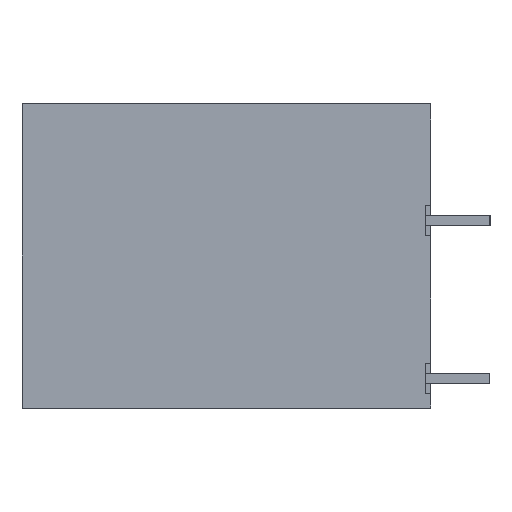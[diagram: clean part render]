
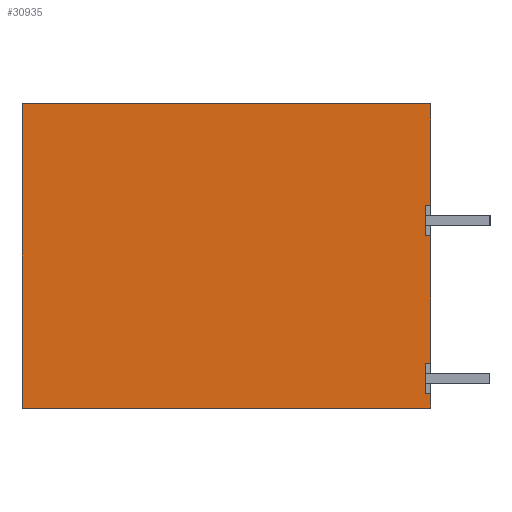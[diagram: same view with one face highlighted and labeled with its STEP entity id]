
A CAD part, left-side view. The second image highlights one B-rep face of the part: STEP entity #30935.
In plain terms, the highlighted planar face has unit normal (-1, 0, 0).
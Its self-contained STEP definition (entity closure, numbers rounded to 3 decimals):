
#30907=AXIS2_PLACEMENT_3D('Plane Axis2P3D',#30904,#30905,#30906) ;
#188=CARTESIAN_POINT('Vertex',(0.,3.8,0.85)) ;
#232=CARTESIAN_POINT('Vertex',(0.,3.8,2.65)) ;
#235=CARTESIAN_POINT('Line Origine',(0.,3.8,1.75)) ;
#1176=CARTESIAN_POINT('Vertex',(0.,3.8,10.2)) ;
#1197=CARTESIAN_POINT('Vertex',(0.,3.8,12.)) ;
#1200=CARTESIAN_POINT('Line Origine',(0.,3.8,11.1)) ;
#13713=CARTESIAN_POINT('Vertex',(0.,3.5,10.2)) ;
#13716=CARTESIAN_POINT('Line Origine',(0.,3.5,6.425)) ;
#13720=CARTESIAN_POINT('Vertex',(0.,3.5,2.65)) ;
#13741=CARTESIAN_POINT('Line Origine',(0.,3.65,10.2)) ;
#13759=CARTESIAN_POINT('Line Origine',(0.,3.65,2.65)) ;
#13815=CARTESIAN_POINT('Vertex',(0.,3.5,0.85)) ;
#13825=CARTESIAN_POINT('Line Origine',(0.,3.65,0.85)) ;
#13838=CARTESIAN_POINT('Line Origine',(0.,3.5,0.425)) ;
#13842=CARTESIAN_POINT('Vertex',(0.,3.5,0.)) ;
#13870=CARTESIAN_POINT('Line Origine',(0.,15.6,0.)) ;
#13874=CARTESIAN_POINT('Vertex',(0.,27.7,0.)) ;
#14013=CARTESIAN_POINT('Vertex',(0.,3.5,12.)) ;
#14016=CARTESIAN_POINT('Line Origine',(0.,3.65,12.)) ;
#30861=CARTESIAN_POINT('Line Origine',(0.,3.5,15.)) ;
#30865=CARTESIAN_POINT('Vertex',(0.,3.5,18.)) ;
#30904=CARTESIAN_POINT('Axis2P3D Location',(0.,0.,0.)) ;
#30909=CARTESIAN_POINT('Line Origine',(0.,15.6,18.)) ;
#30913=CARTESIAN_POINT('Vertex',(0.,27.7,18.)) ;
#30916=CARTESIAN_POINT('Line Origine',(0.,27.7,9.)) ;
#236=DIRECTION('Vector Direction',(0.,0.,-1.)) ;
#1201=DIRECTION('Vector Direction',(0.,0.,-1.)) ;
#13717=DIRECTION('Vector Direction',(0.,0.,-1.)) ;
#13742=DIRECTION('Vector Direction',(0.,1.,0.)) ;
#13760=DIRECTION('Vector Direction',(0.,1.,0.)) ;
#13826=DIRECTION('Vector Direction',(0.,1.,0.)) ;
#13839=DIRECTION('Vector Direction',(0.,0.,-1.)) ;
#13871=DIRECTION('Vector Direction',(0.,1.,0.)) ;
#14017=DIRECTION('Vector Direction',(0.,1.,0.)) ;
#30862=DIRECTION('Vector Direction',(0.,0.,-1.)) ;
#30905=DIRECTION('Axis2P3D Direction',(-1.,0.,0.)) ;
#30906=DIRECTION('Axis2P3D XDirection',(0.,0.,1.)) ;
#30910=DIRECTION('Vector Direction',(0.,-1.,0.)) ;
#30917=DIRECTION('Vector Direction',(0.,0.,1.)) ;
#237=VECTOR('Line Direction',#236,1.) ;
#1202=VECTOR('Line Direction',#1201,1.) ;
#13718=VECTOR('Line Direction',#13717,1.) ;
#13743=VECTOR('Line Direction',#13742,1.) ;
#13761=VECTOR('Line Direction',#13760,1.) ;
#13827=VECTOR('Line Direction',#13826,1.) ;
#13840=VECTOR('Line Direction',#13839,1.) ;
#13872=VECTOR('Line Direction',#13871,1.) ;
#14018=VECTOR('Line Direction',#14017,1.) ;
#30863=VECTOR('Line Direction',#30862,1.) ;
#30911=VECTOR('Line Direction',#30910,1.) ;
#30918=VECTOR('Line Direction',#30917,1.) ;
#30922=ORIENTED_EDGE('',*,*,#1204,.F.) ;
#30923=ORIENTED_EDGE('',*,*,#14020,.F.) ;
#30924=ORIENTED_EDGE('',*,*,#30867,.T.) ;
#30925=ORIENTED_EDGE('',*,*,#30915,.T.) ;
#30926=ORIENTED_EDGE('',*,*,#30920,.T.) ;
#30927=ORIENTED_EDGE('',*,*,#13876,.T.) ;
#30928=ORIENTED_EDGE('',*,*,#13844,.T.) ;
#30929=ORIENTED_EDGE('',*,*,#13829,.T.) ;
#30930=ORIENTED_EDGE('',*,*,#239,.F.) ;
#30931=ORIENTED_EDGE('',*,*,#13763,.F.) ;
#30932=ORIENTED_EDGE('',*,*,#13722,.T.) ;
#30933=ORIENTED_EDGE('',*,*,#13745,.T.) ;
#30935=ADVANCED_FACE('HOUSING',(#30934),#30908,.T.) ;
#239=EDGE_CURVE('',#233,#189,#238,.T.) ;
#1204=EDGE_CURVE('',#1198,#1177,#1203,.T.) ;
#13722=EDGE_CURVE('',#13721,#13714,#13719,.F.) ;
#13745=EDGE_CURVE('',#13714,#1177,#13744,.T.) ;
#13763=EDGE_CURVE('',#13721,#233,#13762,.T.) ;
#13829=EDGE_CURVE('',#13816,#189,#13828,.T.) ;
#13844=EDGE_CURVE('',#13843,#13816,#13841,.F.) ;
#13876=EDGE_CURVE('',#13875,#13843,#13873,.F.) ;
#14020=EDGE_CURVE('',#14014,#1198,#14019,.T.) ;
#30867=EDGE_CURVE('',#14014,#30866,#30864,.F.) ;
#30915=EDGE_CURVE('',#30866,#30914,#30912,.F.) ;
#30920=EDGE_CURVE('',#30914,#13875,#30919,.F.) ;
#30921=EDGE_LOOP('',(#30922,#30923,#30924,#30925,#30926,#30927,#30928,#30929,#30930,#30931,#30932,#30933)) ;
#30934=FACE_OUTER_BOUND('',#30921,.T.) ;
#238=LINE('Line',#235,#237) ;
#1203=LINE('Line',#1200,#1202) ;
#13719=LINE('Line',#13716,#13718) ;
#13744=LINE('Line',#13741,#13743) ;
#13762=LINE('Line',#13759,#13761) ;
#13828=LINE('Line',#13825,#13827) ;
#13841=LINE('Line',#13838,#13840) ;
#13873=LINE('Line',#13870,#13872) ;
#14019=LINE('Line',#14016,#14018) ;
#30864=LINE('Line',#30861,#30863) ;
#30912=LINE('Line',#30909,#30911) ;
#30919=LINE('Line',#30916,#30918) ;
#30908=PLANE('',#30907) ;
#189=VERTEX_POINT('',#188) ;
#233=VERTEX_POINT('',#232) ;
#1177=VERTEX_POINT('',#1176) ;
#1198=VERTEX_POINT('',#1197) ;
#13714=VERTEX_POINT('',#13713) ;
#13721=VERTEX_POINT('',#13720) ;
#13816=VERTEX_POINT('',#13815) ;
#13843=VERTEX_POINT('',#13842) ;
#13875=VERTEX_POINT('',#13874) ;
#14014=VERTEX_POINT('',#14013) ;
#30866=VERTEX_POINT('',#30865) ;
#30914=VERTEX_POINT('',#30913) ;
